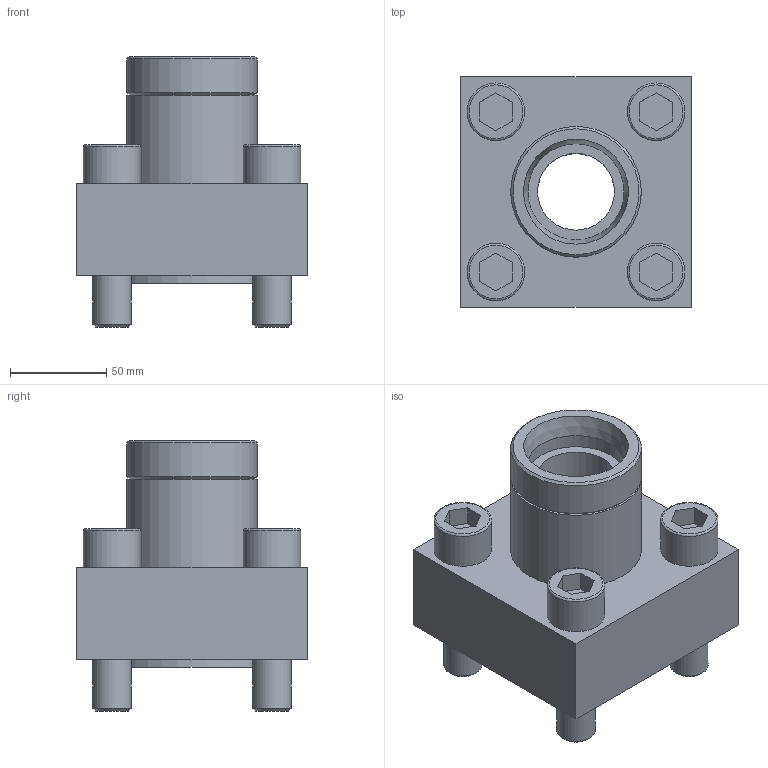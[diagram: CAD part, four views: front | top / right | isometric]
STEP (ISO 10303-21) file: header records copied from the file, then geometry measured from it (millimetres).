
FILE_DESCRIPTION(/* description */ ('STEP AP203'),/* implementation_level */ '2;1');
FILE_NAME(/* name */ 'FAM050-S50.stp',/* time_stamp */ '2025-04-04T10:35:37+02:00',/* author */ ('lwesslowski'),/* organization */ ('CADENAS'),/* preprocessor_version */ 'ST-DEVELOPER v19.2',/* originating_system */ 'Autodesk Inventor 2023',/* authorisation */ ' ');
FILE_SCHEMA (('CONFIG_CONTROL_DESIGN'));
Length unit declared in the file: millimetre
Products named in the file (1): Flansch FAM 50-S50-03
Bounding box: 120 x 120 x 141 mm (x, y, z)
Volume: 866549.3 mm3; surface area: 100799.8 mm2
Topology: 1 solids, 3 shells, 81 faces, 170 edges, 110 vertices
Faces by surface type: plane 49, cylinder 17, cone 8, torus 7
Full cylindrical faces by diameter (mm): 20 x4, 30 x4, 40 x1, 50 x1, 61.5 x2, 68 x2, 72.16 x2, 92 x1
Entity records: 2309 total; most frequent: DIRECTION 395, CARTESIAN_POINT 362, ORIENTED_EDGE 340, EDGE_CURVE 170, AXIS2_PLACEMENT_3D 143, VERTEX_POINT 110, LINE 109, VECTOR 109
